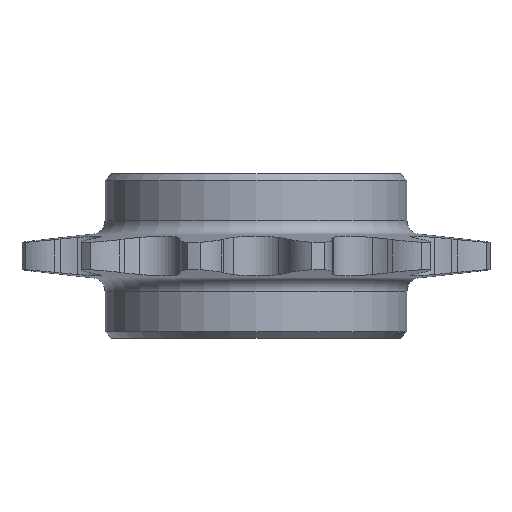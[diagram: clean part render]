
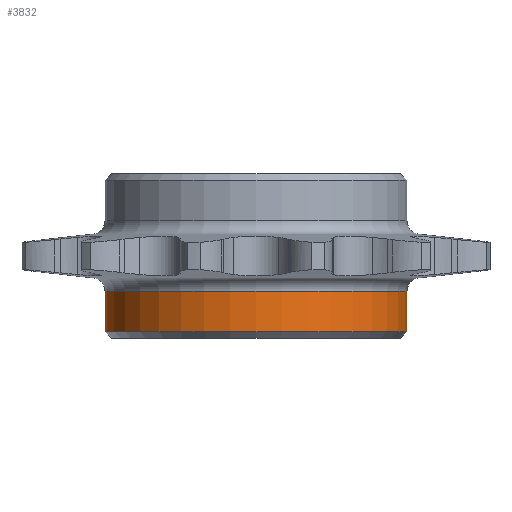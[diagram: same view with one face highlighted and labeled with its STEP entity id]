
A CAD part, front view. The second image highlights one B-rep face of the part: STEP entity #3832.
In plain terms, the highlighted cylindrical face has radius 8.731 mm (diameter 17.462 mm), a partial arc.
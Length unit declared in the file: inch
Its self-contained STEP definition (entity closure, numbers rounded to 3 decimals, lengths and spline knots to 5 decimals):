
#42 = VERTEX_POINT ( 'NONE', #3863 ) ;
#564 = VERTEX_POINT ( 'NONE', #3205 ) ;
#634 = DIRECTION ( 'NONE',  ( 0., 0., -1. ) ) ;
#659 = CARTESIAN_POINT ( 'NONE',  ( 0., 0., 0.1875 ) ) ;
#891 = VERTEX_POINT ( 'NONE', #4835 ) ;
#993 = ORIENTED_EDGE ( 'NONE', *, *, #3575, .F. ) ;
#1121 = VECTOR ( 'NONE', #3695, 39.37008 ) ;
#1139 = DIRECTION ( 'NONE',  ( 0., 0., -1. ) ) ;
#1520 = ORIENTED_EDGE ( 'NONE', *, *, #2672, .T. ) ;
#1534 = DIRECTION ( 'NONE',  ( -1., 0., 0. ) ) ;
#1720 = ORIENTED_EDGE ( 'NONE', *, *, #4123, .T. ) ;
#1762 = DIRECTION ( 'NONE',  ( 0., 0., 1. ) ) ;
#1784 = AXIS2_PLACEMENT_3D ( 'NONE', #5310, #1139, #1534 ) ;
#1972 = CIRCLE ( 'NONE', #4395, 0.34375 ) ;
#2319 = CYLINDRICAL_SURFACE ( 'NONE', #4561, 0.34375 ) ;
#2672 = EDGE_CURVE ( 'NONE', #5076, #891, #4572, .T. ) ;
#2702 = FACE_OUTER_BOUND ( 'NONE', #3152, .T. ) ;
#2801 = LINE ( 'NONE', #5283, #3861 ) ;
#2854 = DIRECTION ( 'NONE',  ( 0., 0., -1. ) ) ;
#3152 = EDGE_LOOP ( 'NONE', ( #993, #4579, #1520, #1720 ) ) ;
#3205 = CARTESIAN_POINT ( 'NONE',  ( 0.34375, 0., -0.1725 ) ) ;
#3387 = DIRECTION ( 'NONE',  ( 1., 0., 0. ) ) ;
#3564 = EDGE_CURVE ( 'NONE', #42, #5076, #4134, .T. ) ;
#3575 = EDGE_CURVE ( 'NONE', #42, #564, #2801, .T. ) ;
#3695 = DIRECTION ( 'NONE',  ( 0., 0., -1. ) ) ;
#3832 = ADVANCED_FACE ( 'NONE', ( #2702 ), #2319, .T. ) ;
#3861 = VECTOR ( 'NONE', #2854, 39.37008 ) ;
#3862 = CARTESIAN_POINT ( 'NONE',  ( 0., 0., -0.1725 ) ) ;
#3863 = CARTESIAN_POINT ( 'NONE',  ( 0.34375, 0., -0.08069 ) ) ;
#4045 = CARTESIAN_POINT ( 'NONE',  ( -0.34375, 0., 0.1875 ) ) ;
#4123 = EDGE_CURVE ( 'NONE', #891, #564, #1972, .T. ) ;
#4134 = CIRCLE ( 'NONE', #1784, 0.34375 ) ;
#4395 = AXIS2_PLACEMENT_3D ( 'NONE', #3862, #1762, #3387 ) ;
#4403 = DIRECTION ( 'NONE',  ( -1., 0., 0. ) ) ;
#4561 = AXIS2_PLACEMENT_3D ( 'NONE', #659, #634, #4403 ) ;
#4572 = LINE ( 'NONE', #4045, #1121 ) ;
#4579 = ORIENTED_EDGE ( 'NONE', *, *, #3564, .T. ) ;
#4639 = CARTESIAN_POINT ( 'NONE',  ( -0.34375, 0., -0.08069 ) ) ;
#4835 = CARTESIAN_POINT ( 'NONE',  ( -0.34375, 0., -0.1725 ) ) ;
#5076 = VERTEX_POINT ( 'NONE', #4639 ) ;
#5283 = CARTESIAN_POINT ( 'NONE',  ( 0.34375, 0., 0.1875 ) ) ;
#5310 = CARTESIAN_POINT ( 'NONE',  ( 0., 0., -0.08069 ) ) ;
